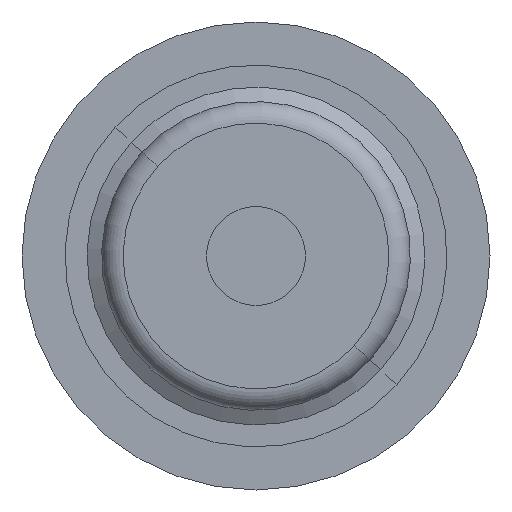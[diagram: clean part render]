
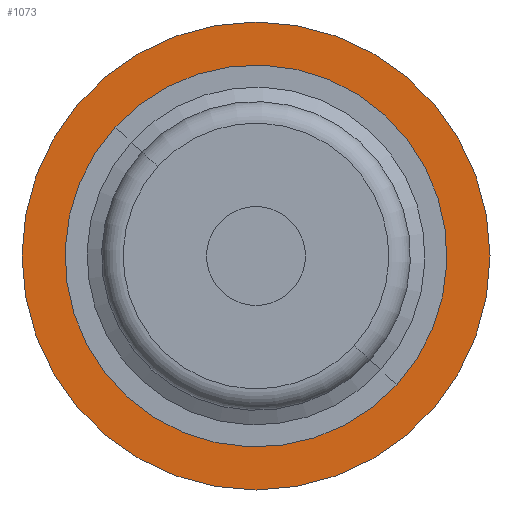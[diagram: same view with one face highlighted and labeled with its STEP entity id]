
A CAD part, front view. The second image highlights one B-rep face of the part: STEP entity #1073.
In plain terms, the highlighted planar face has unit normal (0, -1, 0).
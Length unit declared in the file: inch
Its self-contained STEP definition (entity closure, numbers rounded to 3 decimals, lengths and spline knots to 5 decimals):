
#4 = CARTESIAN_POINT ( 'NONE',  ( 0., 0., 0. ) ) ;
#82 = DIRECTION ( 'NONE',  ( 0., 0., 1. ) ) ;
#100 = VERTEX_POINT ( 'NONE', #295 ) ;
#105 = CIRCLE ( 'NONE', #801, 0.2175 ) ;
#123 = PLANE ( 'NONE',  #1063 ) ;
#128 = AXIS2_PLACEMENT_3D ( 'NONE', #4, #737, #82 ) ;
#156 = CARTESIAN_POINT ( 'NONE',  ( 0., 0., 0. ) ) ;
#205 = AXIS2_PLACEMENT_3D ( 'NONE', #346, #920, #617 ) ;
#236 = CARTESIAN_POINT ( 'NONE',  ( -0.1385, 0., 0. ) ) ;
#254 = DIRECTION ( 'NONE',  ( 0., 1., 0. ) ) ;
#261 = ORIENTED_EDGE ( 'NONE', *, *, #529, .F. ) ;
#275 = VERTEX_POINT ( 'NONE', #625 ) ;
#295 = CARTESIAN_POINT ( 'NONE',  ( 0.11668, 0., -0.10653 ) ) ;
#299 = EDGE_LOOP ( 'NONE', ( #1130, #963 ) ) ;
#346 = CARTESIAN_POINT ( 'NONE',  ( 0., 0., 0. ) ) ;
#352 = ORIENTED_EDGE ( 'NONE', *, *, #596, .F. ) ;
#397 = EDGE_CURVE ( 'NONE', #1181, #100, #1168, .T. ) ;
#432 = DIRECTION ( 'NONE',  ( 0., 0., 1. ) ) ;
#442 = EDGE_CURVE ( 'NONE', #100, #1181, #495, .T. ) ;
#491 = DIRECTION ( 'NONE',  ( 0., 0., -1. ) ) ;
#493 = EDGE_LOOP ( 'NONE', ( #352, #261 ) ) ;
#495 = CIRCLE ( 'NONE', #821, 0.158 ) ;
#511 = DIRECTION ( 'NONE',  ( 0., -1., 0. ) ) ;
#517 = CARTESIAN_POINT ( 'NONE',  ( 0., 0., 0. ) ) ;
#526 = DIRECTION ( 'NONE',  ( 0., 0., -1. ) ) ;
#529 = EDGE_CURVE ( 'NONE', #932, #275, #703, .T. ) ;
#596 = EDGE_CURVE ( 'NONE', #275, #932, #105, .T. ) ;
#617 = DIRECTION ( 'NONE',  ( 0., 0., -1. ) ) ;
#625 = CARTESIAN_POINT ( 'NONE',  ( 0., 0., 0.2175 ) ) ;
#703 = CIRCLE ( 'NONE', #128, 0.2175 ) ;
#710 = FACE_BOUND ( 'NONE', #299, .T. ) ;
#737 = DIRECTION ( 'NONE',  ( 0., 1., 0. ) ) ;
#761 = CARTESIAN_POINT ( 'NONE',  ( 0., 0., -0.2175 ) ) ;
#801 = AXIS2_PLACEMENT_3D ( 'NONE', #517, #254, #432 ) ;
#821 = AXIS2_PLACEMENT_3D ( 'NONE', #156, #905, #526 ) ;
#905 = DIRECTION ( 'NONE',  ( 0., 1., 0. ) ) ;
#920 = DIRECTION ( 'NONE',  ( 0., 1., 0. ) ) ;
#932 = VERTEX_POINT ( 'NONE', #761 ) ;
#963 = ORIENTED_EDGE ( 'NONE', *, *, #442, .T. ) ;
#1063 = AXIS2_PLACEMENT_3D ( 'NONE', #236, #511, #491 ) ;
#1073 = ADVANCED_FACE ( 'NONE', ( #710, #1087 ), #123, .T. ) ;
#1087 = FACE_OUTER_BOUND ( 'NONE', #493, .T. ) ;
#1128 = CARTESIAN_POINT ( 'NONE',  ( -0.11668, 0., 0.10653 ) ) ;
#1130 = ORIENTED_EDGE ( 'NONE', *, *, #397, .T. ) ;
#1168 = CIRCLE ( 'NONE', #205, 0.158 ) ;
#1181 = VERTEX_POINT ( 'NONE', #1128 ) ;
